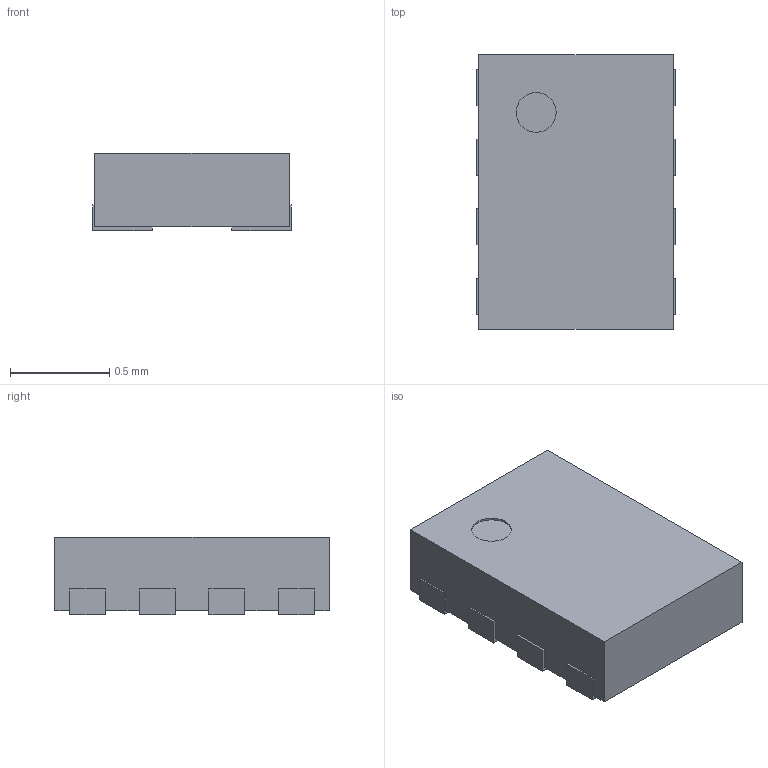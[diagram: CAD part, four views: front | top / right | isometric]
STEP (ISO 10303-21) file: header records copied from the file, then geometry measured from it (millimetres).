
FILE_DESCRIPTION(/* description */ ('model of X2SON-8_1.4x1mm_Pitch0.35mm'),/* implementation_level */ '2;1');
FILE_NAME(/* name */ 'X2SON-8_1.4x1mm_Pitch0.35mm.step',/* time_stamp */ '2017-06-07T21:35:59',/* author */ ('kicad StepUp','ksu'),/* organization */ ('FreeCAD'),/* preprocessor_version */ 'OCC',/* originating_system */ 'kicad StepUp',/* authorisation */ '');
FILE_SCHEMA(('AUTOMOTIVE_DESIGN_CC2 { 1 2 10303 214 -1 1 5 4 }'));
Length unit declared in the file: millimetre
Products named in the file (1): X2SON_8_14x1mm_Pitch035mm
Bounding box: 1 x 1.38 x 0.39 mm (x, y, z)
Volume: 0.5 mm3; surface area: 4.7 mm2
Topology: 1 solids, 1 shells, 56 faces, 159 edges, 106 vertices
Faces by surface type: plane 55, cylinder 1
Full cylindrical faces by diameter (mm): 0.2 x1
Entity records: 1277 total; most frequent: ORIENTED_EDGE 272, CARTESIAN_POINT 183, EDGE_CURVE 159, LINE 149, VERTEX_POINT 106, AXIS2_PLACEMENT_3D 59, FACE_BOUND 57, EDGE_LOOP 57
